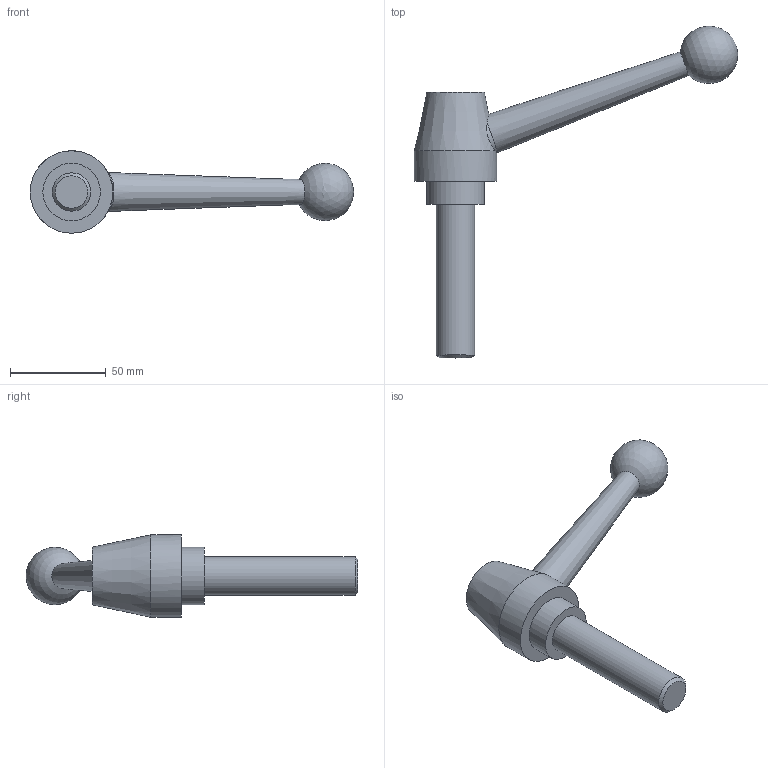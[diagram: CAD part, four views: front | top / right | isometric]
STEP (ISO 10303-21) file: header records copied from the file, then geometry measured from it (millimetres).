
FILE_DESCRIPTION( ( 'STEP AP214' ), '1' );
FILE_NAME( 'K0120.320X80.stp', '2020-11-25T10:21:50', ( '' ), ( '' ), ' ', 'PARTsolutions', ' ' );
FILE_SCHEMA( ( 'AUTOMOTIVE_DESIGN { 1 0 10303 214 1 1 1 1 }' ) );
Length unit declared in the file: millimetre
Products named in the file (1): _K0120.320X80
Bounding box: 168.5 x 173 x 43 mm (x, y, z)
Volume: 126996.7 mm3; surface area: 22085 mm2
Topology: 1 solids, 1 shells, 37 faces, 97 edges, 64 vertices
Faces by surface type: plane 29, cylinder 3, cone 3, sphere 2
Full cylindrical faces by diameter (mm): 20 x1, 30 x1, 43 x1
Entity records: 1458 total; most frequent: CARTESIAN_POINT 281, ORIENTED_EDGE 172, DIRECTION 168, EDGE_CURVE 86, LINE 72, VECTOR 72, VERTEX_POINT 61, AXIS2_PLACEMENT_3D 48
